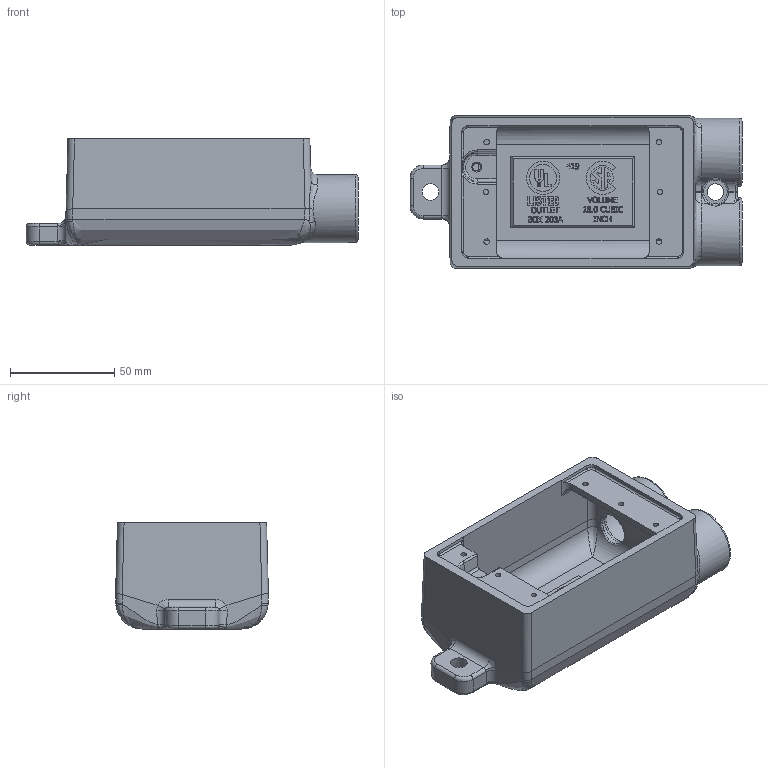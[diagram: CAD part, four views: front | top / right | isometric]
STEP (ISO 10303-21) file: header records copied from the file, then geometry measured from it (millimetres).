
FILE_DESCRIPTION(/* description */ (''),/* implementation_level */ '2;1');
FILE_NAME(/* name */ 'KIL_FSS-1.stp',/* time_stamp */ '2020-10-15T18:45:32+05:00',/* author */ ('lsugumaran'),/* organization */ (''),/* preprocessor_version */ 'ST-DEVELOPER v18',/* originating_system */ 'Autodesk Inventor 2020',/* authorisation */ '');
FILE_SCHEMA (('AUTOMOTIVE_DESIGN { 1 0 10303 214 3 1 1 }'));
Length unit declared in the file: inch
Products named in the file (1): 24469-2
Bounding box: 159.02 x 73.18 x 50.8 mm (x, y, z)
Volume: 140325.8 mm3; surface area: 61716.3 mm2
Topology: 1 solids, 1 shells, 1137 faces, 3038 edges, 1956 vertices
Faces by surface type: plane 578, bspline 377, cylinder 150, cone 15, torus 12, sphere 5
Full cylindrical faces by diameter (mm): 1.476 x1, 1.762 x1, 2.642 x6, 3.683 x1, 7.938 x1, 12.938 x1, 15.113 x2, 15.875 x1, 32.537 x2
Entity records: 41488 total; most frequent: CARTESIAN_POINT 14153, ORIENTED_EDGE 6026, DIRECTION 4304, EDGE_CURVE 3013, VERTEX_POINT 1956, LINE 1876, VECTOR 1876, EDGE_LOOP 1237
